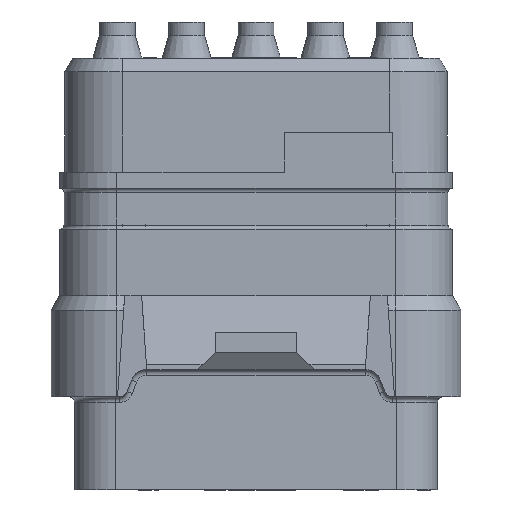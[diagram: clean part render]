
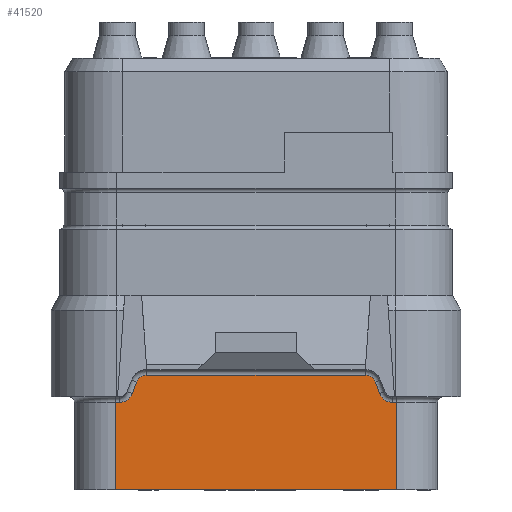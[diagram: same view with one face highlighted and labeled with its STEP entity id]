
A CAD part, front view. The second image highlights one B-rep face of the part: STEP entity #41520.
In plain terms, the highlighted planar face has unit normal (0, -1, 0).
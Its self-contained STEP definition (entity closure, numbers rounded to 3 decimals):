
#5493=DIRECTION('',(-1.,0.,0.));
#5494=VECTOR('',#5493,0.15);
#5495=CARTESIAN_POINT('',(5.15,-5.775,-8.43));
#5496=LINE('',#5495,#5494);
#5497=DIRECTION('',(0.,0.,-1.));
#5498=VECTOR('',#5497,3.2);
#5499=CARTESIAN_POINT('',(5.15,-5.775,-8.43));
#5500=LINE('',#5499,#5498);
#5501=DIRECTION('',(-1.,0.,0.));
#5502=VECTOR('',#5501,0.15);
#5503=CARTESIAN_POINT('',(-5.,-5.775,-8.43));
#5504=LINE('',#5503,#5502);
#5505=CARTESIAN_POINT('',(-5.,-5.775,-7.93));
#5506=DIRECTION('',(0.,1.,0.));
#5507=DIRECTION('',(0.935,0.,-0.354));
#5508=AXIS2_PLACEMENT_3D('',#5505,#5506,#5507);
#5510=DIRECTION('',(-0.354,0.,-0.935));
#5511=VECTOR('',#5510,0.447);
#5512=CARTESIAN_POINT('',(-4.374,-5.775,-7.689));
#5513=LINE('',#5512,#5511);
#5514=CARTESIAN_POINT('',(-4.,-5.775,-7.83));
#5515=DIRECTION('',(0.,-1.,0.));
#5516=DIRECTION('',(0.,0.,1.));
#5517=AXIS2_PLACEMENT_3D('',#5514,#5515,#5516);
#5519=DIRECTION('',(-1.,0.,0.));
#5520=VECTOR('',#5519,8.);
#5521=CARTESIAN_POINT('',(4.,-5.775,-7.43));
#5522=LINE('',#5521,#5520);
#5523=CARTESIAN_POINT('',(4.,-5.775,-7.83));
#5524=DIRECTION('',(0.,-1.,0.));
#5525=DIRECTION('',(0.935,0.,0.354));
#5526=AXIS2_PLACEMENT_3D('',#5523,#5524,#5525);
#5528=DIRECTION('',(-0.354,0.,0.935));
#5529=VECTOR('',#5528,0.447);
#5530=CARTESIAN_POINT('',(4.532,-5.775,-8.107));
#5531=LINE('',#5530,#5529);
#5532=CARTESIAN_POINT('',(5.,-5.775,-7.93));
#5533=DIRECTION('',(0.,1.,0.));
#5534=DIRECTION('',(0.,0.,-1.));
#5535=AXIS2_PLACEMENT_3D('',#5532,#5533,#5534);
#5683=DIRECTION('',(0.,0.,-1.));
#5684=VECTOR('',#5683,3.2);
#5685=CARTESIAN_POINT('',(-5.15,-5.775,-8.43));
#5686=LINE('',#5685,#5684);
#5710=DIRECTION('',(-1.,0.,0.));
#5711=VECTOR('',#5710,10.3);
#5712=CARTESIAN_POINT('',(5.15,-5.775,-11.63));
#5713=LINE('',#5712,#5711);
#29372=CARTESIAN_POINT('',(5.15,-5.775,-11.63));
#29373=VERTEX_POINT('',#29372);
#29374=CARTESIAN_POINT('',(-5.15,-5.775,-11.63));
#29375=VERTEX_POINT('',#29374);
#29508=CARTESIAN_POINT('',(5.15,-5.775,-8.43));
#29509=CARTESIAN_POINT('',(5.,-5.775,-8.43));
#29510=VERTEX_POINT('',#29508);
#29511=VERTEX_POINT('',#29509);
#29514=CARTESIAN_POINT('',(4.532,-5.775,-8.107));
#29515=VERTEX_POINT('',#29514);
#29518=CARTESIAN_POINT('',(4.374,-5.775,-7.689));
#29519=VERTEX_POINT('',#29518);
#29520=CARTESIAN_POINT('',(4.,-5.775,-7.43));
#29521=VERTEX_POINT('',#29520);
#29522=CARTESIAN_POINT('',(-4.,-5.775,-7.43));
#29523=VERTEX_POINT('',#29522);
#29524=CARTESIAN_POINT('',(-4.374,-5.775,-7.689));
#29525=VERTEX_POINT('',#29524);
#29530=CARTESIAN_POINT('',(-4.532,-5.775,-8.107));
#29531=VERTEX_POINT('',#29530);
#29534=CARTESIAN_POINT('',(-5.,-5.775,-8.43));
#29535=VERTEX_POINT('',#29534);
#29538=CARTESIAN_POINT('',(-5.15,-5.775,-8.43));
#29539=VERTEX_POINT('',#29538);
#41496=CARTESIAN_POINT('',(5.15,-5.775,-8.23));
#41497=DIRECTION('',(0.,-1.,0.));
#41498=DIRECTION('',(-1.,0.,0.));
#41499=AXIS2_PLACEMENT_3D('',#41496,#41497,#41498);
#41500=PLANE('',#41499);
#41502=ORIENTED_EDGE('',*,*,#41501,.F.);
#41504=ORIENTED_EDGE('',*,*,#41503,.T.);
#41506=ORIENTED_EDGE('',*,*,#41505,.T.);
#41508=ORIENTED_EDGE('',*,*,#41507,.F.);
#41510=ORIENTED_EDGE('',*,*,#41509,.F.);
#41511=ORIENTED_EDGE('',*,*,#41463,.F.);
#41512=ORIENTED_EDGE('',*,*,#41478,.F.);
#41513=ORIENTED_EDGE('',*,*,#38958,.F.);
#41514=ORIENTED_EDGE('',*,*,#38973,.F.);
#41515=ORIENTED_EDGE('',*,*,#38988,.F.);
#41516=ORIENTED_EDGE('',*,*,#39029,.F.);
#41517=ORIENTED_EDGE('',*,*,#39044,.F.);
#41518=EDGE_LOOP('',(#41502,#41504,#41506,#41508,#41510,#41511,#41512,#41513,
#41514,#41515,#41516,#41517));
#41519=FACE_OUTER_BOUND('',#41518,.F.);
#41520=ADVANCED_FACE('',(#41519),#41500,.T.);
#5509=CIRCLE('',#5508,0.5);
#5518=CIRCLE('',#5517,0.4);
#5527=CIRCLE('',#5526,0.4);
#5536=CIRCLE('',#5535,0.5);
#38958=EDGE_CURVE('',#29523,#29525,#5518,.T.);
#38973=EDGE_CURVE('',#29521,#29523,#5522,.T.);
#38988=EDGE_CURVE('',#29519,#29521,#5527,.T.);
#39029=EDGE_CURVE('',#29515,#29519,#5531,.T.);
#39044=EDGE_CURVE('',#29511,#29515,#5536,.T.);
#41463=EDGE_CURVE('',#29531,#29535,#5509,.T.);
#41478=EDGE_CURVE('',#29525,#29531,#5513,.T.);
#41501=EDGE_CURVE('',#29510,#29511,#5496,.T.);
#41503=EDGE_CURVE('',#29510,#29373,#5500,.T.);
#41505=EDGE_CURVE('',#29373,#29375,#5713,.T.);
#41507=EDGE_CURVE('',#29539,#29375,#5686,.T.);
#41509=EDGE_CURVE('',#29535,#29539,#5504,.T.);
